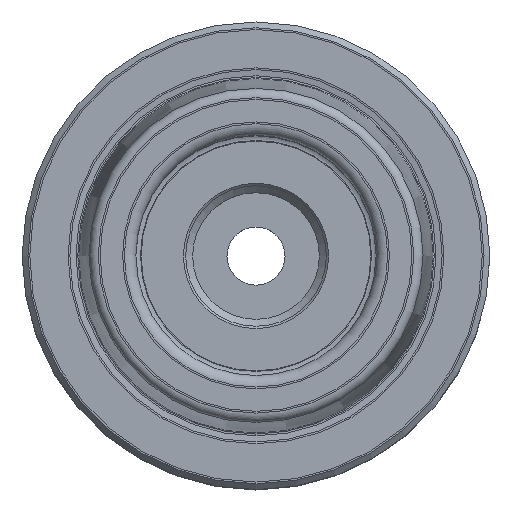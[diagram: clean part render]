
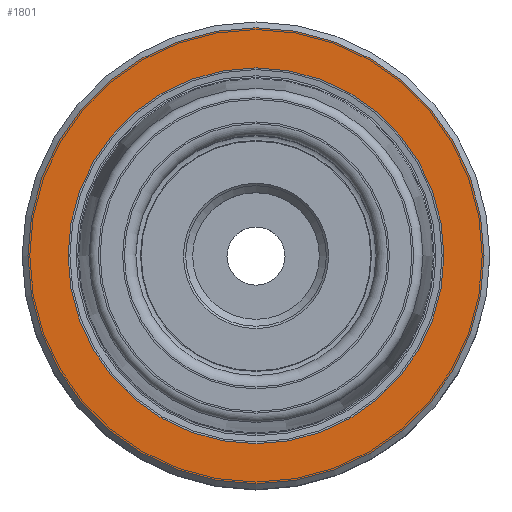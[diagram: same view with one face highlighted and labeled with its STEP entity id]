
A CAD part, top view. The second image highlights one B-rep face of the part: STEP entity #1801.
In plain terms, the highlighted planar face has unit normal (0, 0, 1).
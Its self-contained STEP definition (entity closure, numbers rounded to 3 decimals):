
#223=ORIENTED_EDGE('',*,*,#370,.T.);
#224=ORIENTED_EDGE('',*,*,#369,.F.);
#369=EDGE_CURVE('',#470,#470,#571,.T.);
#370=EDGE_CURVE('',#471,#471,#572,.T.);
#470=VERTEX_POINT('',#2647);
#471=VERTEX_POINT('',#2650);
#571=CIRCLE('',#1973,16.195);
#572=CIRCLE('',#1975,19.65);
#728=EDGE_LOOP('',(#223));
#729=EDGE_LOOP('',(#224));
#930=FACE_BOUND('',#728,.T.);
#931=FACE_BOUND('',#729,.T.);
#1023=PLANE('',#1974);
#1801=ADVANCED_FACE('',(#930,#931),#1023,.T.);
#1973=AXIS2_PLACEMENT_3D('',#2646,#2301,#2302);
#1974=AXIS2_PLACEMENT_3D('',#2648,#2303,#2304);
#1975=AXIS2_PLACEMENT_3D('',#2649,#2305,#2306);
#2301=DIRECTION('',(0.,0.,1.));
#2302=DIRECTION('',(1.,0.,0.));
#2303=DIRECTION('',(0.,0.,1.));
#2304=DIRECTION('',(1.,0.,0.));
#2305=DIRECTION('',(0.,0.,1.));
#2306=DIRECTION('',(1.,0.,0.));
#2646=CARTESIAN_POINT('',(0.,0.,0.2));
#2647=CARTESIAN_POINT('',(16.195,0.,0.2));
#2648=CARTESIAN_POINT('',(16.195,0.,0.2));
#2649=CARTESIAN_POINT('',(0.,0.,0.2));
#2650=CARTESIAN_POINT('',(19.65,0.,0.2));
